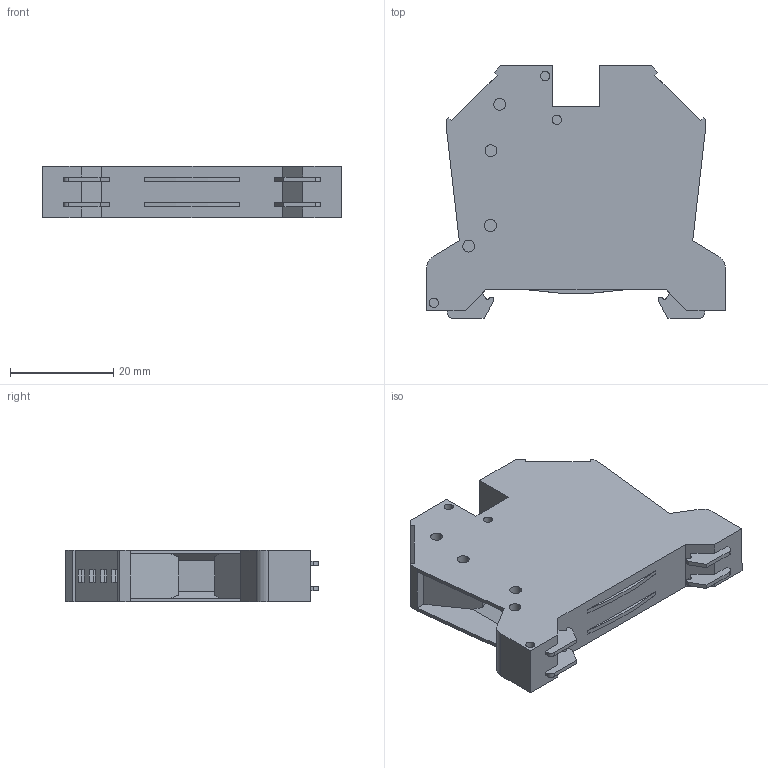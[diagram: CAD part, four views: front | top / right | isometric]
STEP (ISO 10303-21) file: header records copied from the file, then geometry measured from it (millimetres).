
FILE_DESCRIPTION (( 'STEP AP214' ), '1' );
FILE_NAME ('43458_DN-G6.STEP', '2014-05-16T08:35:18', ( '' ), ( '' ), 'SwSTEP 2.0', 'SolidWorks 2013', '' );
FILE_SCHEMA (( 'AUTOMOTIVE_DESIGN' ));
Length unit declared in the file: millimetre
Products named in the file (2): 20348; 43458_DN-G6
Assembly tree (1 placements, depth 2):
  43458_DN-G6
    20348
Bounding box: 58 x 49 x 10 mm (x, y, z)
Volume: 17767.2 mm3; surface area: 8641.6 mm2
Topology: 1 solids, 15 shells, 477 faces, 1068 edges, 664 vertices
Faces by surface type: plane 219, cylinder 174, bspline 84
Entity records: 17823 total; most frequent: CARTESIAN_POINT 4317, DIRECTION 2266, ORIENTED_EDGE 2136, EDGE_CURVE 1068, AXIS2_PLACEMENT_3D 829, VERTEX_POINT 664, LINE 608, VECTOR 608
